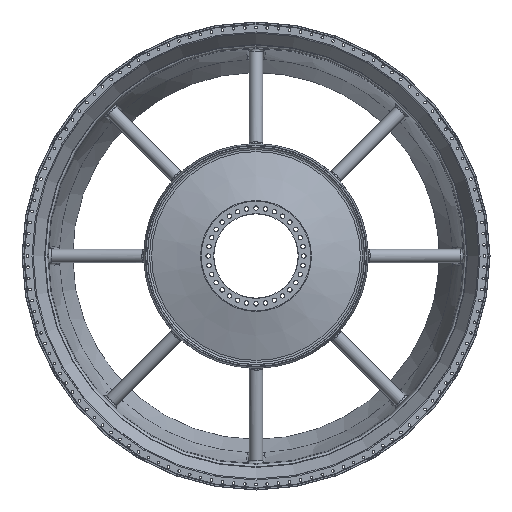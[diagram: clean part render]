
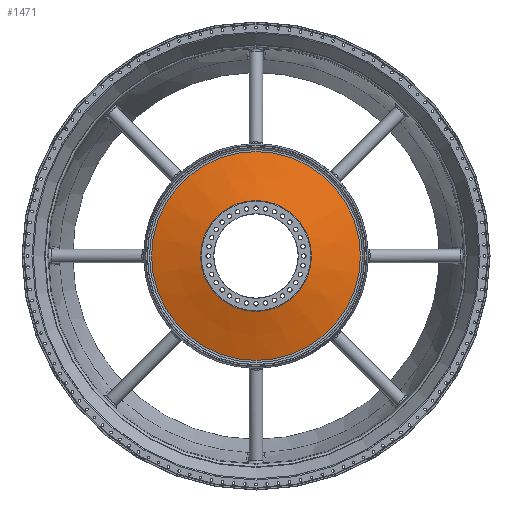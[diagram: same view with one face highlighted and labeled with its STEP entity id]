
A CAD part, left-side view. The second image highlights one B-rep face of the part: STEP entity #1471.
In plain terms, the highlighted conical face has half-angle 73.2 degrees and reference radius 124.278 mm.
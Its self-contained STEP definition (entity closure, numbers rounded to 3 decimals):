
#1471=ADVANCED_FACE('',(#2455,#2456),#1698,.T.);
#1698=CONICAL_SURFACE('',#9589,124.278,73.2);
#2455=FACE_BOUND('',#3456,.T.);
#2456=FACE_BOUND('',#3457,.T.);
#3456=EDGE_LOOP('',(#5821));
#3457=EDGE_LOOP('',(#5822));
#4183=CIRCLE('',#9587,124.985);
#4184=CIRCLE('',#9588,235.501);
#5821=ORIENTED_EDGE('',*,*,#8216,.T.);
#5822=ORIENTED_EDGE('',*,*,#8217,.T.);
#7236=VERTEX_POINT('',#22163);
#7237=VERTEX_POINT('',#22165);
#8216=EDGE_CURVE('',#7236,#7236,#4183,.T.);
#8217=EDGE_CURVE('',#7237,#7237,#4184,.T.);
#9587=AXIS2_PLACEMENT_3D('',#22162,#11491,#11492);
#9588=AXIS2_PLACEMENT_3D('',#22164,#11493,#11494);
#9589=AXIS2_PLACEMENT_3D('',#22166,#11495,#11496);
#11491=DIRECTION('',(1.,0.,0.));
#11492=DIRECTION('',(0.,0.,1.));
#11493=DIRECTION('',(-1.,0.,0.));
#11494=DIRECTION('',(0.,0.,1.));
#11495=DIRECTION('',(1.,0.,0.));
#11496=DIRECTION('',(0.,0.,-1.));
#22162=CARTESIAN_POINT('',(20.697,0.,0.));
#22163=CARTESIAN_POINT('',(20.697,0.,124.985));
#22164=CARTESIAN_POINT('',(54.064,0.,0.));
#22165=CARTESIAN_POINT('',(54.064,0.,235.501));
#22166=CARTESIAN_POINT('',(20.484,0.,0.));
